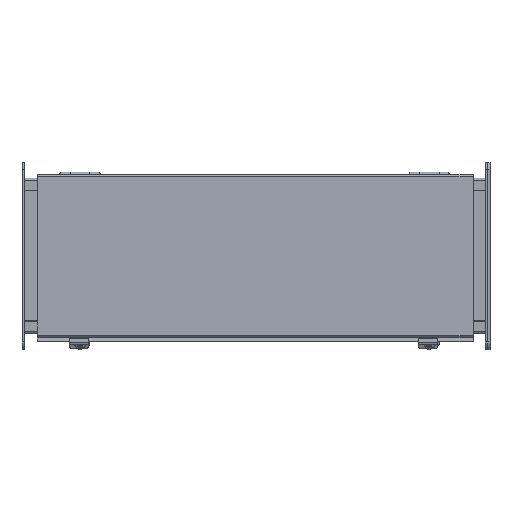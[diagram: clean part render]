
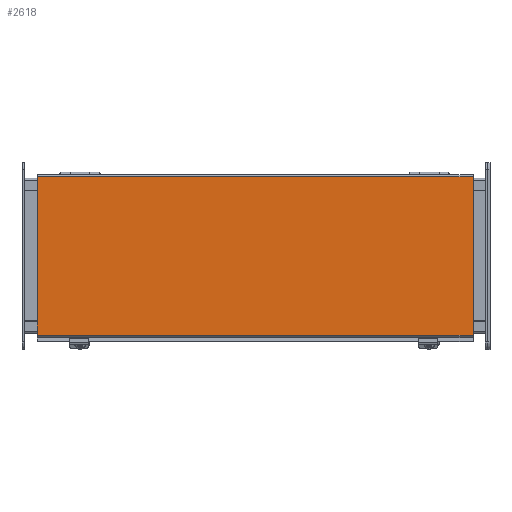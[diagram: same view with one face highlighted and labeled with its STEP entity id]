
A CAD part, top view. The second image highlights one B-rep face of the part: STEP entity #2618.
In plain terms, the highlighted planar face has unit normal (0, 0, 1).
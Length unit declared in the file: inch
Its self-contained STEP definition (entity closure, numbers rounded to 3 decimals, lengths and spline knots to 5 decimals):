
#38 = EDGE_CURVE ( 'NONE', #64, #13372, #8467, .T. ) ;
#64 = VERTEX_POINT ( 'NONE', #11081 ) ;
#147 = CARTESIAN_POINT ( 'NONE',  ( -11.218, 4.0785, 8.172 ) ) ;
#967 = DIRECTION ( 'NONE',  ( 1., 0., 0. ) ) ;
#989 = ORIENTED_EDGE ( 'NONE', *, *, #2665, .T. ) ;
#1003 = LINE ( 'NONE', #14321, #8244 ) ;
#1308 = DIRECTION ( 'NONE',  ( 0., -1., 0. ) ) ;
#1839 = VERTEX_POINT ( 'NONE', #7417 ) ;
#1952 = VECTOR ( 'NONE', #1308, 39.37008 ) ;
#2051 = CARTESIAN_POINT ( 'NONE',  ( 11.25, -4.1885, 8.172 ) ) ;
#2167 = DIRECTION ( 'NONE',  ( 1., 0., 0. ) ) ;
#2618 = ADVANCED_FACE ( 'NONE', ( #12966 ), #7666, .T. ) ;
#2665 = EDGE_CURVE ( 'NONE', #1839, #64, #8677, .T. ) ;
#3331 = ORIENTED_EDGE ( 'NONE', *, *, #9026, .T. ) ;
#3481 = LINE ( 'NONE', #5669, #1952 ) ;
#5453 = EDGE_CURVE ( 'NONE', #13269, #1839, #1003, .T. ) ;
#5563 = AXIS2_PLACEMENT_3D ( 'NONE', #9687, #10929, #967 ) ;
#5669 = CARTESIAN_POINT ( 'NONE',  ( -11.218, -4.1885, 8.172 ) ) ;
#6221 = CARTESIAN_POINT ( 'NONE',  ( -11.218, 4.0785, 8.172 ) ) ;
#6298 = DIRECTION ( 'NONE',  ( -1., 0., 0. ) ) ;
#6721 = ORIENTED_EDGE ( 'NONE', *, *, #38, .T. ) ;
#7417 = CARTESIAN_POINT ( 'NONE',  ( 11.25, -4.0805, 8.172 ) ) ;
#7666 = PLANE ( 'NONE',  #5563 ) ;
#8244 = VECTOR ( 'NONE', #2167, 39.37008 ) ;
#8467 = LINE ( 'NONE', #6221, #8605 ) ;
#8605 = VECTOR ( 'NONE', #6298, 39.37008 ) ;
#8677 = LINE ( 'NONE', #2051, #11365 ) ;
#9026 = EDGE_CURVE ( 'NONE', #13372, #13269, #3481, .T. ) ;
#9687 = CARTESIAN_POINT ( 'NONE',  ( -11.218, -4.1885, 8.172 ) ) ;
#9840 = DIRECTION ( 'NONE',  ( 0., 1., 0. ) ) ;
#10929 = DIRECTION ( 'NONE',  ( 0., 0., 1. ) ) ;
#10944 = ORIENTED_EDGE ( 'NONE', *, *, #5453, .T. ) ;
#11081 = CARTESIAN_POINT ( 'NONE',  ( 11.25, 4.0785, 8.172 ) ) ;
#11365 = VECTOR ( 'NONE', #9840, 39.37008 ) ;
#12966 = FACE_OUTER_BOUND ( 'NONE', #14269, .T. ) ;
#13269 = VERTEX_POINT ( 'NONE', #14034 ) ;
#13372 = VERTEX_POINT ( 'NONE', #147 ) ;
#14034 = CARTESIAN_POINT ( 'NONE',  ( -11.218, -4.0805, 8.172 ) ) ;
#14269 = EDGE_LOOP ( 'NONE', ( #3331, #10944, #989, #6721 ) ) ;
#14321 = CARTESIAN_POINT ( 'NONE',  ( -11.218, -4.0805, 8.172 ) ) ;
